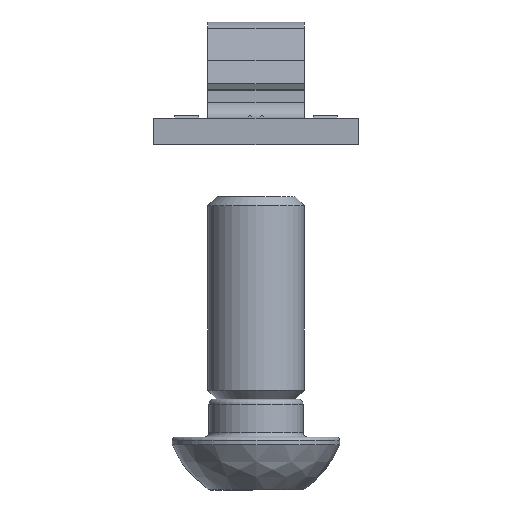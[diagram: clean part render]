
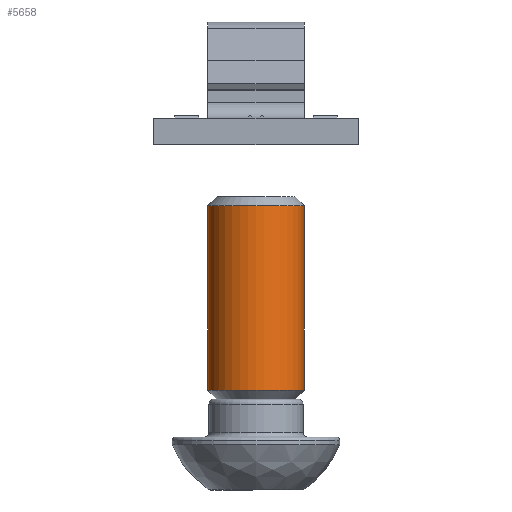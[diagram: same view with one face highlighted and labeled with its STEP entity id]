
A CAD part, front view. The second image highlights one B-rep face of the part: STEP entity #5658.
In plain terms, the highlighted cylindrical face has radius 4 mm (diameter 8 mm), a full revolution.
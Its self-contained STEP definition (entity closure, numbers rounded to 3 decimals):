
#5593 = CONICAL_SURFACE('',#5594,4.,0.785);
#5594 = AXIS2_PLACEMENT_3D('',#5595,#5596,#5597);
#5595 = CARTESIAN_POINT('',(23.633,0.,0.));
#5596 = DIRECTION('',(-1.,0.,-0.));
#5597 = DIRECTION('',(0.,0.,1.));
#5610 = VERTEX_POINT('',#5611);
#5611 = CARTESIAN_POINT('',(23.633,0.,-4.));
#5631 = EDGE_CURVE('',#5610,#5610,#5632,.T.);
#5632 = SURFACE_CURVE('',#5633,(#5638,#5645),.PCURVE_S1.);
#5633 = CIRCLE('',#5634,4.);
#5634 = AXIS2_PLACEMENT_3D('',#5635,#5636,#5637);
#5635 = CARTESIAN_POINT('',(23.633,0.,0.));
#5636 = DIRECTION('',(1.,0.,-0.));
#5637 = DIRECTION('',(-0.,0.,-1.));
#5638 = PCURVE('',#5593,#5639);
#5639 = DEFINITIONAL_REPRESENTATION('',(#5640),#5644);
#5640 = LINE('',#5641,#5642);
#5641 = CARTESIAN_POINT('',(9.425,0.));
#5642 = VECTOR('',#5643,1.);
#5643 = DIRECTION('',(-1.,0.));
#5644 = ( GEOMETRIC_REPRESENTATION_CONTEXT(2) 
PARAMETRIC_REPRESENTATION_CONTEXT() REPRESENTATION_CONTEXT('2D SPACE',''
  ) );
#5645 = PCURVE('',#5646,#5651);
#5646 = CYLINDRICAL_SURFACE('',#5647,4.);
#5647 = AXIS2_PLACEMENT_3D('',#5648,#5649,#5650);
#5648 = CARTESIAN_POINT('',(24.4,0.,0.));
#5649 = DIRECTION('',(-1.,-0.,0.));
#5650 = DIRECTION('',(-0.,0.,-1.));
#5651 = DEFINITIONAL_REPRESENTATION('',(#5652),#5656);
#5652 = LINE('',#5653,#5654);
#5653 = CARTESIAN_POINT('',(6.283,0.767));
#5654 = VECTOR('',#5655,1.);
#5655 = DIRECTION('',(-1.,0.));
#5656 = ( GEOMETRIC_REPRESENTATION_CONTEXT(2) 
PARAMETRIC_REPRESENTATION_CONTEXT() REPRESENTATION_CONTEXT('2D SPACE',''
  ) );
#5658 = ADVANCED_FACE('',(#5659),#5646,.T.);
#5659 = FACE_BOUND('',#5660,.T.);
#5660 = EDGE_LOOP('',(#5661,#5662,#5684,#5711));
#5661 = ORIENTED_EDGE('',*,*,#5631,.F.);
#5662 = ORIENTED_EDGE('',*,*,#5663,.T.);
#5663 = EDGE_CURVE('',#5610,#5664,#5666,.T.);
#5664 = VERTEX_POINT('',#5665);
#5665 = CARTESIAN_POINT('',(8.317,0.,-4.));
#5666 = SEAM_CURVE('',#5667,(#5670,#5677),.PCURVE_S1.);
#5667 = B_SPLINE_CURVE_WITH_KNOTS('',1,(#5668,#5669),.UNSPECIFIED.,.F.,
  .F.,(2,2),(0.767,16.083),.PIECEWISE_BEZIER_KNOTS.);
#5668 = CARTESIAN_POINT('',(23.633,0.,-4.));
#5669 = CARTESIAN_POINT('',(8.317,0.,-4.));
#5670 = PCURVE('',#5646,#5671);
#5671 = DEFINITIONAL_REPRESENTATION('',(#5672),#5676);
#5672 = LINE('',#5673,#5674);
#5673 = CARTESIAN_POINT('',(6.283,0.));
#5674 = VECTOR('',#5675,1.);
#5675 = DIRECTION('',(0.,1.));
#5676 = ( GEOMETRIC_REPRESENTATION_CONTEXT(2) 
PARAMETRIC_REPRESENTATION_CONTEXT() REPRESENTATION_CONTEXT('2D SPACE',''
  ) );
#5677 = PCURVE('',#5646,#5678);
#5678 = DEFINITIONAL_REPRESENTATION('',(#5679),#5683);
#5679 = LINE('',#5680,#5681);
#5680 = CARTESIAN_POINT('',(0.,0.));
#5681 = VECTOR('',#5682,1.);
#5682 = DIRECTION('',(0.,1.));
#5683 = ( GEOMETRIC_REPRESENTATION_CONTEXT(2) 
PARAMETRIC_REPRESENTATION_CONTEXT() REPRESENTATION_CONTEXT('2D SPACE',''
  ) );
#5684 = ORIENTED_EDGE('',*,*,#5685,.T.);
#5685 = EDGE_CURVE('',#5664,#5664,#5686,.T.);
#5686 = SURFACE_CURVE('',#5687,(#5692,#5699),.PCURVE_S1.);
#5687 = CIRCLE('',#5688,4.);
#5688 = AXIS2_PLACEMENT_3D('',#5689,#5690,#5691);
#5689 = CARTESIAN_POINT('',(8.317,0.,0.));
#5690 = DIRECTION('',(1.,0.,-0.));
#5691 = DIRECTION('',(-0.,0.,-1.));
#5692 = PCURVE('',#5646,#5693);
#5693 = DEFINITIONAL_REPRESENTATION('',(#5694),#5698);
#5694 = LINE('',#5695,#5696);
#5695 = CARTESIAN_POINT('',(6.283,16.083));
#5696 = VECTOR('',#5697,1.);
#5697 = DIRECTION('',(-1.,0.));
#5698 = ( GEOMETRIC_REPRESENTATION_CONTEXT(2) 
PARAMETRIC_REPRESENTATION_CONTEXT() REPRESENTATION_CONTEXT('2D SPACE',''
  ) );
#5699 = PCURVE('',#5700,#5705);
#5700 = CONICAL_SURFACE('',#5701,3.233,0.785);
#5701 = AXIS2_PLACEMENT_3D('',#5702,#5703,#5704);
#5702 = CARTESIAN_POINT('',(7.55,0.,0.));
#5703 = DIRECTION('',(1.,-0.,-0.));
#5704 = DIRECTION('',(-0.,0.,-1.));
#5705 = DEFINITIONAL_REPRESENTATION('',(#5706),#5710);
#5706 = LINE('',#5707,#5708);
#5707 = CARTESIAN_POINT('',(0.,0.767));
#5708 = VECTOR('',#5709,1.);
#5709 = DIRECTION('',(1.,0.));
#5710 = ( GEOMETRIC_REPRESENTATION_CONTEXT(2) 
PARAMETRIC_REPRESENTATION_CONTEXT() REPRESENTATION_CONTEXT('2D SPACE',''
  ) );
#5711 = ORIENTED_EDGE('',*,*,#5663,.F.);
